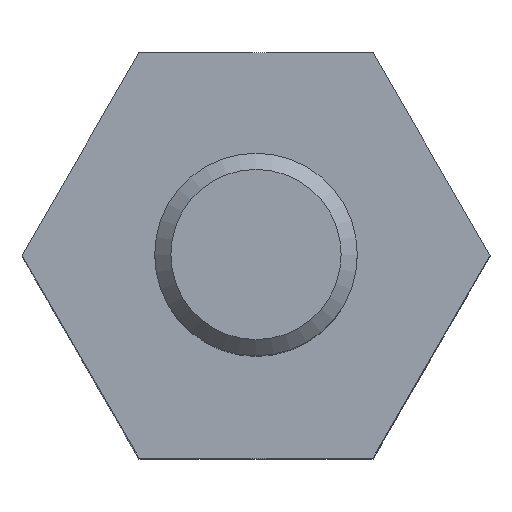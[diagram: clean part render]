
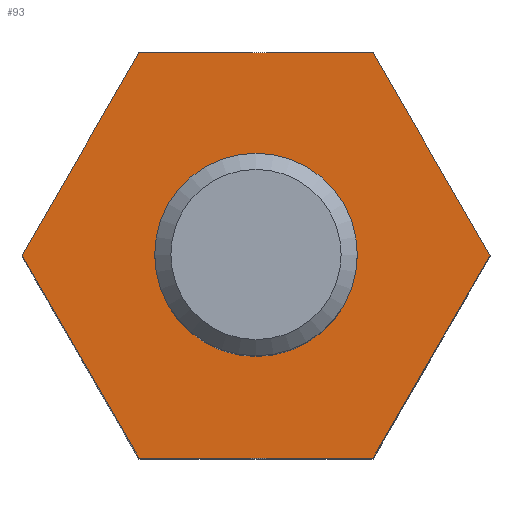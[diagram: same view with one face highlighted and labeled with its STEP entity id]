
A CAD part, top view. The second image highlights one B-rep face of the part: STEP entity #93.
In plain terms, the highlighted planar face has unit normal (0, 0, 1).
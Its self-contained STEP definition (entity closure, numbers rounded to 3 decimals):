
#93 = ADVANCED_FACE( '', ( #191, #192 ), #193, .T. );
#191 = FACE_BOUND( '', #285, .T. );
#192 = FACE_OUTER_BOUND( '', #286, .T. );
#193 = PLANE( '', #287 );
#285 = EDGE_LOOP( '', ( #458 ) );
#286 = EDGE_LOOP( '', ( #459, #460, #461, #462, #463, #464 ) );
#287 = AXIS2_PLACEMENT_3D( '', #465, #466, #467 );
#458 = ORIENTED_EDGE( '', *, *, #541, .T. );
#459 = ORIENTED_EDGE( '', *, *, #510, .T. );
#460 = ORIENTED_EDGE( '', *, *, #534, .T. );
#461 = ORIENTED_EDGE( '', *, *, #536, .T. );
#462 = ORIENTED_EDGE( '', *, *, #528, .T. );
#463 = ORIENTED_EDGE( '', *, *, #525, .T. );
#464 = ORIENTED_EDGE( '', *, *, #496, .T. );
#465 = CARTESIAN_POINT( '', ( 0., 0., 9. ) );
#466 = DIRECTION( '', ( 0., 0., 1. ) );
#467 = DIRECTION( '', ( 1., 0., 0. ) );
#496 = EDGE_CURVE( '', #573, #571, #574, .T. );
#510 = EDGE_CURVE( '', #571, #593, #595, .T. );
#525 = EDGE_CURVE( '', #613, #573, #614, .T. );
#528 = EDGE_CURVE( '', #617, #613, #618, .T. );
#534 = EDGE_CURVE( '', #593, #624, #626, .T. );
#536 = EDGE_CURVE( '', #624, #617, #628, .T. );
#541 = EDGE_CURVE( '', #633, #633, #634, .F. );
#571 = VERTEX_POINT( '', #690 );
#573 = VERTEX_POINT( '', #693 );
#574 = LINE( '', #694, #695 );
#593 = VERTEX_POINT( '', #722 );
#595 = LINE( '', #725, #726 );
#613 = VERTEX_POINT( '', #773 );
#614 = LINE( '', #774, #775 );
#617 = VERTEX_POINT( '', #779 );
#618 = LINE( '', #780, #781 );
#624 = VERTEX_POINT( '', #795 );
#626 = LINE( '', #798, #799 );
#628 = LINE( '', #801, #802 );
#633 = VERTEX_POINT( '', #812 );
#634 = CIRCLE( '', #813, 1.104 );
#690 = CARTESIAN_POINT( '', ( 1.443, 2.5, 9. ) );
#693 = CARTESIAN_POINT( '', ( 2.887, 0., 9. ) );
#694 = CARTESIAN_POINT( '', ( 2.887, 0., 9. ) );
#695 = VECTOR( '', #840, 1000. );
#722 = CARTESIAN_POINT( '', ( -1.443, 2.5, 9. ) );
#725 = CARTESIAN_POINT( '', ( 1.443, 2.5, 9. ) );
#726 = VECTOR( '', #861, 1000. );
#773 = CARTESIAN_POINT( '', ( 1.443, -2.5, 9. ) );
#774 = CARTESIAN_POINT( '', ( 1.443, -2.5, 9. ) );
#775 = VECTOR( '', #868, 1000. );
#779 = CARTESIAN_POINT( '', ( -1.443, -2.5, 9. ) );
#780 = CARTESIAN_POINT( '', ( -1.443, -2.5, 9. ) );
#781 = VECTOR( '', #870, 1000. );
#795 = CARTESIAN_POINT( '', ( -2.887, 0., 9. ) );
#798 = CARTESIAN_POINT( '', ( -1.443, 2.5, 9. ) );
#799 = VECTOR( '', #873, 1000. );
#801 = CARTESIAN_POINT( '', ( -2.887, 0., 9. ) );
#802 = VECTOR( '', #874, 1000. );
#812 = CARTESIAN_POINT( '', ( 1.104, 0., 9. ) );
#813 = AXIS2_PLACEMENT_3D( '', #875, #876, #877 );
#840 = DIRECTION( '', ( -0.5, 0.866, 0. ) );
#861 = DIRECTION( '', ( -1., 0., 0. ) );
#868 = DIRECTION( '', ( 0.5, 0.866, 0. ) );
#870 = DIRECTION( '', ( 1., 0., 0. ) );
#873 = DIRECTION( '', ( -0.5, -0.866, 0. ) );
#874 = DIRECTION( '', ( 0.5, -0.866, 0. ) );
#875 = CARTESIAN_POINT( '', ( 0., 0., 9. ) );
#876 = DIRECTION( '', ( 0., 0., 1. ) );
#877 = DIRECTION( '', ( 1., 0., 0. ) );
